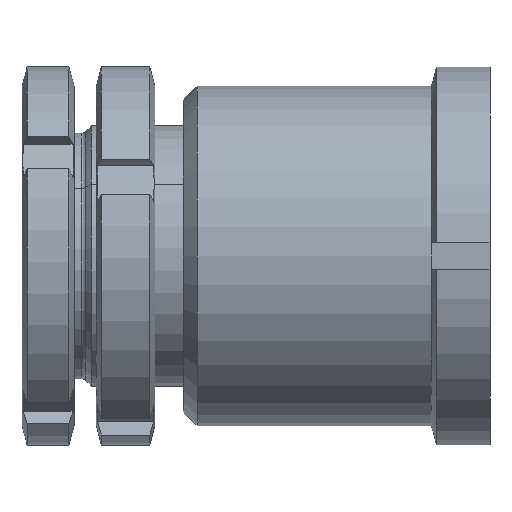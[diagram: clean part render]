
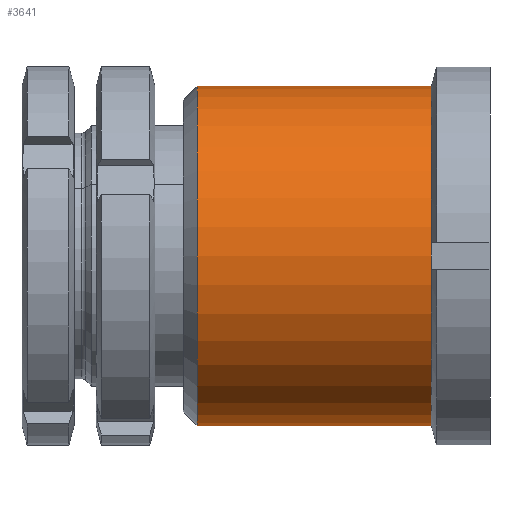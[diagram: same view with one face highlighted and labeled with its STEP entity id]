
A CAD part, left-side view. The second image highlights one B-rep face of the part: STEP entity #3641.
In plain terms, the highlighted cylindrical face has radius 26 mm (diameter 52 mm), a partial arc.
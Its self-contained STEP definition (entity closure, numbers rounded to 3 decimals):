
#77 = CIRCLE ( 'NONE', #3970, 26. ) ;
#271 = CYLINDRICAL_SURFACE ( 'NONE', #2867, 26. ) ;
#280 = CARTESIAN_POINT ( 'NONE',  ( 0., -38., 26. ) ) ;
#319 = CARTESIAN_POINT ( 'NONE',  ( -26., -38., 0. ) ) ;
#331 = EDGE_CURVE ( 'NONE', #2770, #2613, #846, .T. ) ;
#382 = AXIS2_PLACEMENT_3D ( 'NONE', #1671, #2554, #1337 ) ;
#504 = ORIENTED_EDGE ( 'NONE', *, *, #3679, .T. ) ;
#512 = DIRECTION ( 'NONE',  ( 0., 1., 0. ) ) ;
#643 = DIRECTION ( 'NONE',  ( 0., 1., 0. ) ) ;
#695 = ORIENTED_EDGE ( 'NONE', *, *, #3605, .T. ) ;
#846 = CIRCLE ( 'NONE', #3346, 26. ) ;
#905 = ORIENTED_EDGE ( 'NONE', *, *, #331, .T. ) ;
#1092 = FACE_OUTER_BOUND ( 'NONE', #2380, .T. ) ;
#1169 = CARTESIAN_POINT ( 'NONE',  ( 0., -2.1, 26. ) ) ;
#1188 = VERTEX_POINT ( 'NONE', #280 ) ;
#1283 = VERTEX_POINT ( 'NONE', #319 ) ;
#1287 = DIRECTION ( 'NONE',  ( 0., 1., 0. ) ) ;
#1291 = CARTESIAN_POINT ( 'NONE',  ( 0., -2.1, 0. ) ) ;
#1304 = DIRECTION ( 'NONE',  ( 0., -1., 0. ) ) ;
#1337 = DIRECTION ( 'NONE',  ( 0., 0., 1. ) ) ;
#1671 = CARTESIAN_POINT ( 'NONE',  ( 0., -38., 0. ) ) ;
#1731 = CARTESIAN_POINT ( 'NONE',  ( 0., -2.1, -26. ) ) ;
#1804 = VECTOR ( 'NONE', #3506, 1000. ) ;
#1893 = LINE ( 'NONE', #2587, #1804 ) ;
#1957 = DIRECTION ( 'NONE',  ( 0., 0., 1. ) ) ;
#2030 = LINE ( 'NONE', #3891, #2742 ) ;
#2264 = CARTESIAN_POINT ( 'NONE',  ( 0., -38., -26. ) ) ;
#2380 = EDGE_LOOP ( 'NONE', ( #2852, #695, #504, #3341, #905 ) ) ;
#2417 = VERTEX_POINT ( 'NONE', #2264 ) ;
#2554 = DIRECTION ( 'NONE',  ( 0., 1., 0. ) ) ;
#2587 = CARTESIAN_POINT ( 'NONE',  ( 0., 10.447, -26. ) ) ;
#2613 = VERTEX_POINT ( 'NONE', #1731 ) ;
#2742 = VECTOR ( 'NONE', #512, 1000. ) ;
#2770 = VERTEX_POINT ( 'NONE', #1169 ) ;
#2809 = DIRECTION ( 'NONE',  ( 0., 0., 1. ) ) ;
#2852 = ORIENTED_EDGE ( 'NONE', *, *, #2880, .F. ) ;
#2867 = AXIS2_PLACEMENT_3D ( 'NONE', #3771, #1287, #1957 ) ;
#2880 = EDGE_CURVE ( 'NONE', #2417, #2613, #1893, .T. ) ;
#2935 = CIRCLE ( 'NONE', #382, 26. ) ;
#3058 = EDGE_CURVE ( 'NONE', #1188, #2770, #2030, .T. ) ;
#3341 = ORIENTED_EDGE ( 'NONE', *, *, #3058, .T. ) ;
#3346 = AXIS2_PLACEMENT_3D ( 'NONE', #1291, #1304, #3466 ) ;
#3466 = DIRECTION ( 'NONE',  ( 0., 0., -1. ) ) ;
#3506 = DIRECTION ( 'NONE',  ( 0., 1., 0. ) ) ;
#3605 = EDGE_CURVE ( 'NONE', #2417, #1283, #77, .T. ) ;
#3641 = ADVANCED_FACE ( 'NONE', ( #1092 ), #271, .T. ) ;
#3679 = EDGE_CURVE ( 'NONE', #1283, #1188, #2935, .T. ) ;
#3727 = CARTESIAN_POINT ( 'NONE',  ( 0., -38., 0. ) ) ;
#3771 = CARTESIAN_POINT ( 'NONE',  ( 0., 10.447, 0. ) ) ;
#3891 = CARTESIAN_POINT ( 'NONE',  ( 0., 10.447, 26. ) ) ;
#3970 = AXIS2_PLACEMENT_3D ( 'NONE', #3727, #643, #2809 ) ;
